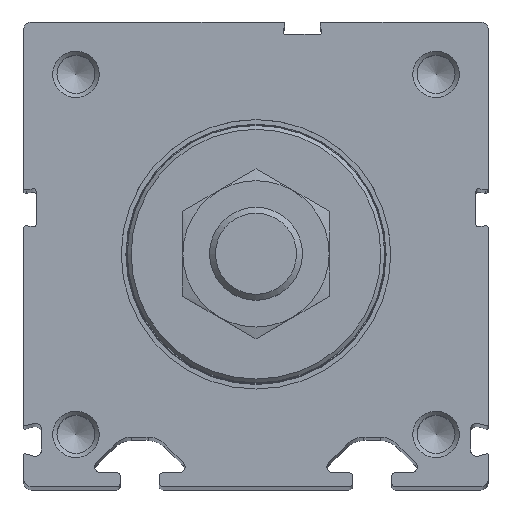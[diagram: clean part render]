
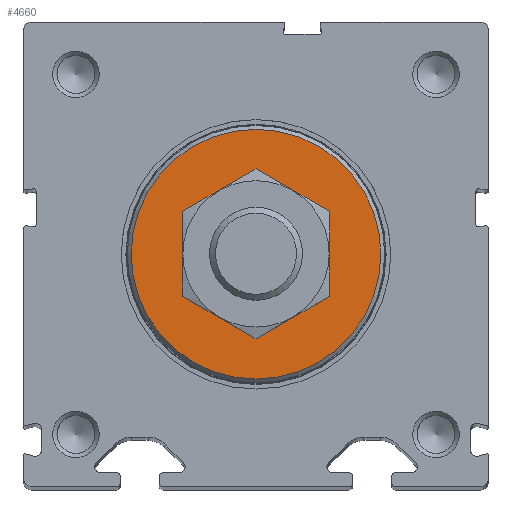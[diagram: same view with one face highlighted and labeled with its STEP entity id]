
A CAD part, top view. The second image highlights one B-rep face of the part: STEP entity #4660.
In plain terms, the highlighted planar face has unit normal (0, 0, 1).
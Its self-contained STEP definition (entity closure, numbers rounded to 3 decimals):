
#490=CIRCLE('',#5196,8.4);
#491=CIRCLE('',#5198,16.125);
#1253=ORIENTED_EDGE('',*,*,#2215,.F.);
#1254=ORIENTED_EDGE('',*,*,#2214,.T.);
#2214=EDGE_CURVE('',#2777,#2777,#490,.T.);
#2215=EDGE_CURVE('',#2778,#2778,#491,.T.);
#2777=VERTEX_POINT('',#7698);
#2778=VERTEX_POINT('',#7701);
#3751=EDGE_LOOP('',(#1253));
#3752=EDGE_LOOP('',(#1254));
#4185=FACE_BOUND('',#3751,.T.);
#4186=FACE_BOUND('',#3752,.T.);
#4449=PLANE('',#5197);
#4660=ADVANCED_FACE('',(#4185,#4186),#4449,.F.);
#5196=AXIS2_PLACEMENT_3D('',#7697,#6260,#6261);
#5197=AXIS2_PLACEMENT_3D('',#7699,#6262,#6263);
#5198=AXIS2_PLACEMENT_3D('',#7700,#6264,#6265);
#6260=DIRECTION('',(0.,0.,-1.));
#6261=DIRECTION('',(-1.,0.,0.));
#6262=DIRECTION('',(0.,0.,-1.));
#6263=DIRECTION('',(-1.,0.,0.));
#6264=DIRECTION('',(0.,0.,-1.));
#6265=DIRECTION('',(-1.,0.,0.));
#7697=CARTESIAN_POINT('',(0.,0.,0.));
#7698=CARTESIAN_POINT('',(-8.4,0.,0.));
#7699=CARTESIAN_POINT('',(0.,8.4,0.));
#7700=CARTESIAN_POINT('',(0.,0.,0.));
#7701=CARTESIAN_POINT('',(-16.125,0.,0.));
